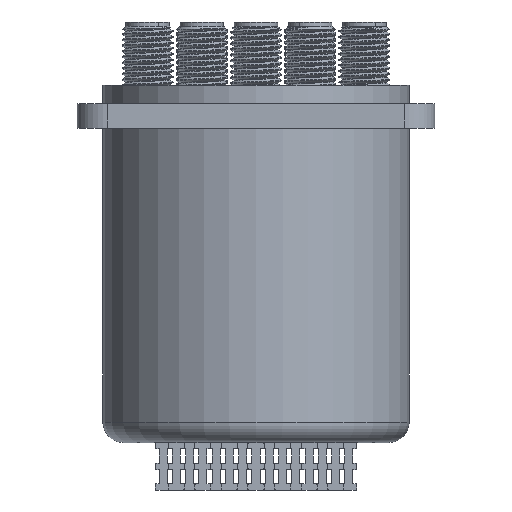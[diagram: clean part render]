
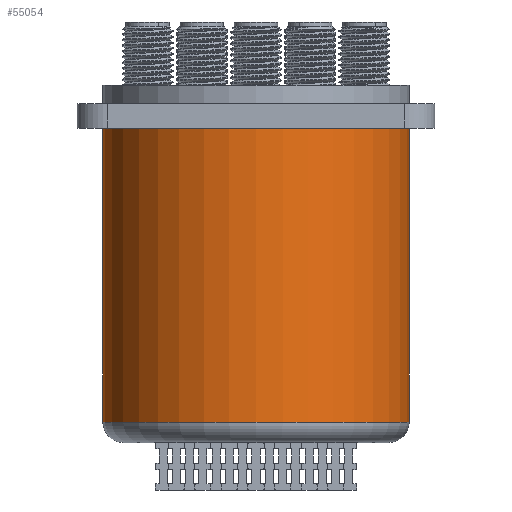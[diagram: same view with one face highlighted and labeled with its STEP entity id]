
A CAD part, front view. The second image highlights one B-rep face of the part: STEP entity #55054.
In plain terms, the highlighted cylindrical face has radius 19.05 mm (diameter 38.1 mm), a partial arc.
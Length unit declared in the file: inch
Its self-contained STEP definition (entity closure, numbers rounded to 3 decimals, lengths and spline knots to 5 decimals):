
#2461 = ORIENTED_EDGE ( 'NONE', *, *, #41782, .T. ) ;
#3899 = DIRECTION ( 'NONE',  ( 0., 0., 1. ) ) ;
#5145 = ORIENTED_EDGE ( 'NONE', *, *, #31767, .F. ) ;
#7718 = ORIENTED_EDGE ( 'NONE', *, *, #47417, .T. ) ;
#7939 = EDGE_CURVE ( 'NONE', #29526, #31071, #8884, .T. ) ;
#8150 = CARTESIAN_POINT ( 'NONE',  ( -0.75, 0., -0.21 ) ) ;
#8884 = CIRCLE ( 'NONE', #42953, 0.75 ) ;
#9102 = CARTESIAN_POINT ( 'NONE',  ( 0., 0., -0.21 ) ) ;
#12216 = DIRECTION ( 'NONE',  ( 0., 0., 1. ) ) ;
#12625 = CARTESIAN_POINT ( 'NONE',  ( 0.75, 0., -1.75 ) ) ;
#13740 = DIRECTION ( 'NONE',  ( -1., 0., 0. ) ) ;
#18307 = VECTOR ( 'NONE', #3899, 39.37008 ) ;
#20055 = CIRCLE ( 'NONE', #39397, 0.75 ) ;
#21577 = FACE_OUTER_BOUND ( 'NONE', #31109, .T. ) ;
#21697 = CARTESIAN_POINT ( 'NONE',  ( -0.75, 0., -1.75 ) ) ;
#24772 = VECTOR ( 'NONE', #12216, 39.37008 ) ;
#29526 = VERTEX_POINT ( 'NONE', #8150 ) ;
#29702 = DIRECTION ( 'NONE',  ( 1., 0., 0. ) ) ;
#30196 = DIRECTION ( 'NONE',  ( 0., 0., 1. ) ) ;
#31071 = VERTEX_POINT ( 'NONE', #37410 ) ;
#31109 = EDGE_LOOP ( 'NONE', ( #5145, #7718, #2461, #51741 ) ) ;
#31767 = EDGE_CURVE ( 'NONE', #52029, #29526, #45629, .T. ) ;
#34179 = DIRECTION ( 'NONE',  ( 0., 0., 1. ) ) ;
#34560 = CARTESIAN_POINT ( 'NONE',  ( 0., 0., -1.65 ) ) ;
#35987 = DIRECTION ( 'NONE',  ( 0., 0., 1. ) ) ;
#36985 = VERTEX_POINT ( 'NONE', #46954 ) ;
#37410 = CARTESIAN_POINT ( 'NONE',  ( 0.75, 0., -0.21 ) ) ;
#39114 = DIRECTION ( 'NONE',  ( 1., 0., 0. ) ) ;
#39397 = AXIS2_PLACEMENT_3D ( 'NONE', #34560, #34179, #29702 ) ;
#40900 = AXIS2_PLACEMENT_3D ( 'NONE', #56477, #30196, #39114 ) ;
#41782 = EDGE_CURVE ( 'NONE', #36985, #31071, #53553, .T. ) ;
#42953 = AXIS2_PLACEMENT_3D ( 'NONE', #9102, #35987, #13740 ) ;
#43810 = CARTESIAN_POINT ( 'NONE',  ( -0.75, 0., -1.65 ) ) ;
#45629 = LINE ( 'NONE', #21697, #24772 ) ;
#46954 = CARTESIAN_POINT ( 'NONE',  ( 0.75, 0., -1.65 ) ) ;
#47417 = EDGE_CURVE ( 'NONE', #52029, #36985, #20055, .T. ) ;
#47873 = CYLINDRICAL_SURFACE ( 'NONE', #40900, 0.75 ) ;
#51741 = ORIENTED_EDGE ( 'NONE', *, *, #7939, .F. ) ;
#52029 = VERTEX_POINT ( 'NONE', #43810 ) ;
#53553 = LINE ( 'NONE', #12625, #18307 ) ;
#55054 = ADVANCED_FACE ( 'NONE', ( #21577 ), #47873, .T. ) ;
#56477 = CARTESIAN_POINT ( 'NONE',  ( 0., 0., -1.75 ) ) ;
